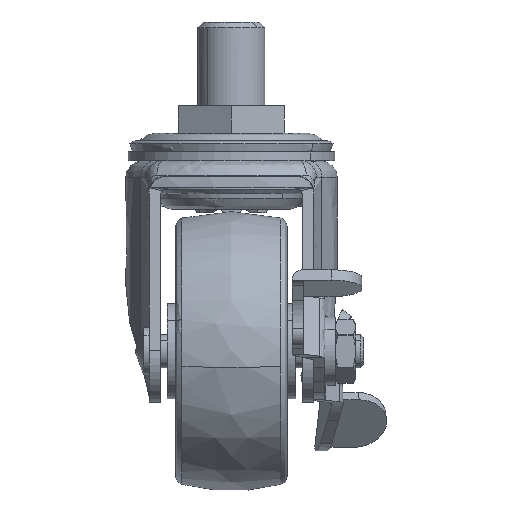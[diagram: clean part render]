
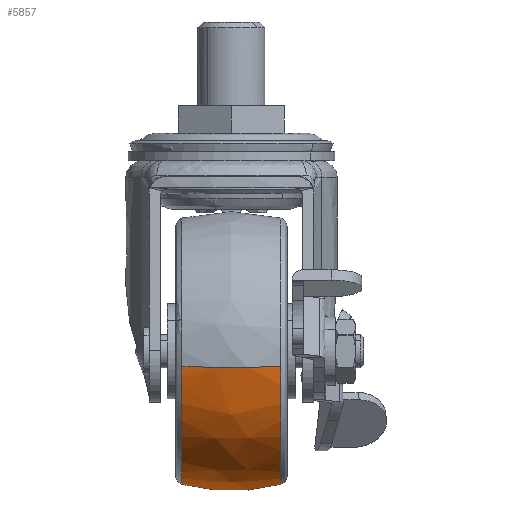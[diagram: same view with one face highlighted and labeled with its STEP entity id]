
A CAD part, left-side view. The second image highlights one B-rep face of the part: STEP entity #5857.
In plain terms, the highlighted free-form (B-spline) face has degree [2, 2] with [5, 5] control points.
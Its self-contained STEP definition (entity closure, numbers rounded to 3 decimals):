
#5141=CARTESIAN_POINT('',(-42.695,-8.881,-42.755));
#5142=VERTEX_POINT('',#5141);
#5162=CARTESIAN_POINT('',(-19.0,-8.881,-63.855));
#5163=VERTEX_POINT('',#5162);
#5164=CARTESIAN_POINT('',(-19.0,-8.881,-63.855));
#5165=CARTESIAN_POINT('',(-20.356,-8.881,-63.855));
#5166=CARTESIAN_POINT('',(-22.48,-8.881,-63.673));
#5167=CARTESIAN_POINT('',(-25.484,-8.881,-63.006));
#5168=CARTESIAN_POINT('',(-28.185,-8.881,-62.09));
#5169=CARTESIAN_POINT('',(-30.746,-8.881,-60.829));
#5170=CARTESIAN_POINT('',(-33.059,-8.881,-59.323));
#5171=CARTESIAN_POINT('',(-35.243,-8.881,-57.561));
#5172=CARTESIAN_POINT('',(-37.531,-8.881,-55.171));
#5173=CARTESIAN_POINT('',(-39.791,-8.881,-51.938));
#5174=CARTESIAN_POINT('',(-41.289,-8.881,-48.73));
#5175=CARTESIAN_POINT('',(-42.249,-8.881,-45.569));
#5176=CARTESIAN_POINT('',(-42.575,-8.881,-43.787));
#5177=CARTESIAN_POINT('',(-42.695,-8.881,-42.755));
#5178=B_SPLINE_CURVE_WITH_KNOTS('',3,(#5164,#5165,#5166,#5167,#5168,#5169,#5170,#5171,#5172,#5173,#5174,#5175,#5176,#5177),.UNSPECIFIED.,.F.,.U.,(4,1,1,1,1,1,1,1,1,1,1,4),(0.,4.068,6.373,9.22,12.61,14.915,17.491,21.016,24.812,29.287,31.592,34.71),.UNSPECIFIED.);
#5179=EDGE_CURVE('',#5163,#5142,#5178,.T.);
#5293=CARTESIAN_POINT('',(-19.0,8.881,-63.855));
#5294=VERTEX_POINT('',#5293);
#5321=CARTESIAN_POINT('',(-42.695,8.881,-42.755));
#5322=VERTEX_POINT('',#5321);
#5323=CARTESIAN_POINT('',(-19.0,8.881,-63.855));
#5324=CARTESIAN_POINT('',(-20.672,8.881,-63.855));
#5325=CARTESIAN_POINT('',(-23.203,8.881,-63.588));
#5326=CARTESIAN_POINT('',(-26.917,8.881,-62.583));
#5327=CARTESIAN_POINT('',(-29.798,8.881,-61.362));
#5328=CARTESIAN_POINT('',(-32.357,8.881,-59.819));
#5329=CARTESIAN_POINT('',(-34.377,8.881,-58.289));
#5330=CARTESIAN_POINT('',(-36.634,8.881,-56.197));
#5331=CARTESIAN_POINT('',(-38.706,8.881,-53.611));
#5332=CARTESIAN_POINT('',(-40.558,8.881,-50.393));
#5333=CARTESIAN_POINT('',(-41.947,8.881,-46.945));
#5334=CARTESIAN_POINT('',(-42.523,8.881,-44.236));
#5335=CARTESIAN_POINT('',(-42.695,8.881,-42.755));
#5336=B_SPLINE_CURVE_WITH_KNOTS('',3,(#5323,#5324,#5325,#5326,#5327,#5328,#5329,#5330,#5331,#5332,#5333,#5334,#5335),.UNSPECIFIED.,.F.,.U.,(4,1,1,1,1,1,1,1,1,1,4),(0.,5.017,7.593,11.525,14.372,16.542,19.118,23.592,26.439,30.236,34.71),.UNSPECIFIED.);
#5337=EDGE_CURVE('',#5294,#5322,#5336,.T.);
#5791=CARTESIAN_POINT('',(-19.0,8.881,-63.855));
#5792=CARTESIAN_POINT('',(-19.,7.524,-64.211));
#5793=CARTESIAN_POINT('',(-19.,4.307,-64.851));
#5794=CARTESIAN_POINT('',(-19.,-0.471,-65.12));
#5795=CARTESIAN_POINT('',(-19.,-5.045,-64.715));
#5796=CARTESIAN_POINT('',(-19.,-7.705,-64.164));
#5797=CARTESIAN_POINT('',(-19.0,-8.881,-63.855));
#5798=B_SPLINE_CURVE_WITH_KNOTS('',3,(#5791,#5792,#5793,#5794,#5795,#5796,#5797),.UNSPECIFIED.,.F.,.U.,(4,1,1,1,4),(0.,4.209,9.821,14.31,17.958),.UNSPECIFIED.);
#5799=EDGE_CURVE('',#5294,#5163,#5798,.T.);
#5805=CARTESIAN_POINT('',(-42.695,8.881,-42.755));
#5806=CARTESIAN_POINT('',(-43.202,6.936,-42.814));
#5807=CARTESIAN_POINT('',(-43.692,4.068,-42.871));
#5808=CARTESIAN_POINT('',(-43.902,-0.514,-42.895));
#5809=CARTESIAN_POINT('',(-43.648,-4.491,-42.866));
#5810=CARTESIAN_POINT('',(-43.049,-7.524,-42.796));
#5811=CARTESIAN_POINT('',(-42.695,-8.881,-42.755));
#5812=B_SPLINE_CURVE_WITH_KNOTS('',3,(#5805,#5806,#5807,#5808,#5809,#5810,#5811),.UNSPECIFIED.,.F.,.U.,(4,1,1,1,4),(0.,6.033,8.698,13.749,17.958),.UNSPECIFIED.);
#5813=EDGE_CURVE('',#5322,#5142,#5812,.T.);
#5818=CARTESIAN_POINT('',(-18.847,9.774,-63.608));
#5819=CARTESIAN_POINT('',(-18.838,4.986,-65.));
#5820=CARTESIAN_POINT('',(-18.838,0.,-65.));
#5821=CARTESIAN_POINT('',(-18.838,-4.986,-65.));
#5822=CARTESIAN_POINT('',(-18.847,-9.774,-63.608));
#5823=CARTESIAN_POINT('',(-18.923,9.774,-63.608));
#5824=CARTESIAN_POINT('',(-18.919,4.986,-65.));
#5825=CARTESIAN_POINT('',(-18.919,0.,-65.));
#5826=CARTESIAN_POINT('',(-18.919,-4.986,-65.));
#5827=CARTESIAN_POINT('',(-18.923,-9.774,-63.608));
#5828=CARTESIAN_POINT('',(-40.022,9.774,-63.608));
#5829=CARTESIAN_POINT('',(-41.262,4.986,-65.));
#5830=CARTESIAN_POINT('',(-41.262,0.,-65.));
#5831=CARTESIAN_POINT('',(-41.262,-4.986,-65.));
#5832=CARTESIAN_POINT('',(-40.022,-9.774,-63.608));
#5833=CARTESIAN_POINT('',(-42.459,9.774,-42.647));
#5834=CARTESIAN_POINT('',(-43.843,4.986,-42.803));
#5835=CARTESIAN_POINT('',(-43.843,0.,-42.803));
#5836=CARTESIAN_POINT('',(-43.843,-4.986,-42.803));
#5837=CARTESIAN_POINT('',(-42.459,-9.774,-42.647));
#5838=CARTESIAN_POINT('',(-42.468,9.774,-42.567));
#5839=CARTESIAN_POINT('',(-43.852,4.986,-42.719));
#5840=CARTESIAN_POINT('',(-43.852,0.,-42.719));
#5841=CARTESIAN_POINT('',(-43.852,-4.986,-42.719));
#5842=CARTESIAN_POINT('',(-42.468,-9.774,-42.567));
#5850=(BOUNDED_SURFACE()B_SPLINE_SURFACE(2,2,((#5818,#5823,#5828,#5833,#5838),(#5819,#5824,#5829,#5834,#5839),(#5820,#5825,#5830,#5835,#5840),(#5821,#5826,#5831,#5836,#5841),(#5822,#5827,#5832,#5837,#5842)),.UNSPECIFIED.,.F.,.F.,.U.)B_SPLINE_SURFACE_WITH_KNOTS((3,2,3),(3,1,1,3),(0.0,10.236,20.473),(0.0,0.19,38.256,38.447),.UNSPECIFIED.)GEOMETRIC_REPRESENTATION_ITEM()RATIONAL_B_SPLINE_SURFACE(((0.933,0.932,0.68,0.891,0.892),(0.957,0.956,0.698,0.915,0.916),(1.003,1.001,0.731,0.958,0.959),(0.957,0.956,0.698,0.915,0.916),(0.933,0.932,0.68,0.891,0.892)))REPRESENTATION_ITEM('')SURFACE());
#5851=ORIENTED_EDGE('',*,*,#5179,.T.);
#5852=ORIENTED_EDGE('',*,*,#5813,.F.);
#5853=ORIENTED_EDGE('',*,*,#5337,.F.);
#5854=ORIENTED_EDGE('',*,*,#5799,.T.);
#5855=EDGE_LOOP('',(#5851,#5852,#5853,#5854));
#5856=FACE_OUTER_BOUND('',#5855,.T.);
#5857=ADVANCED_FACE('',(#5856),#5850,.T.);
